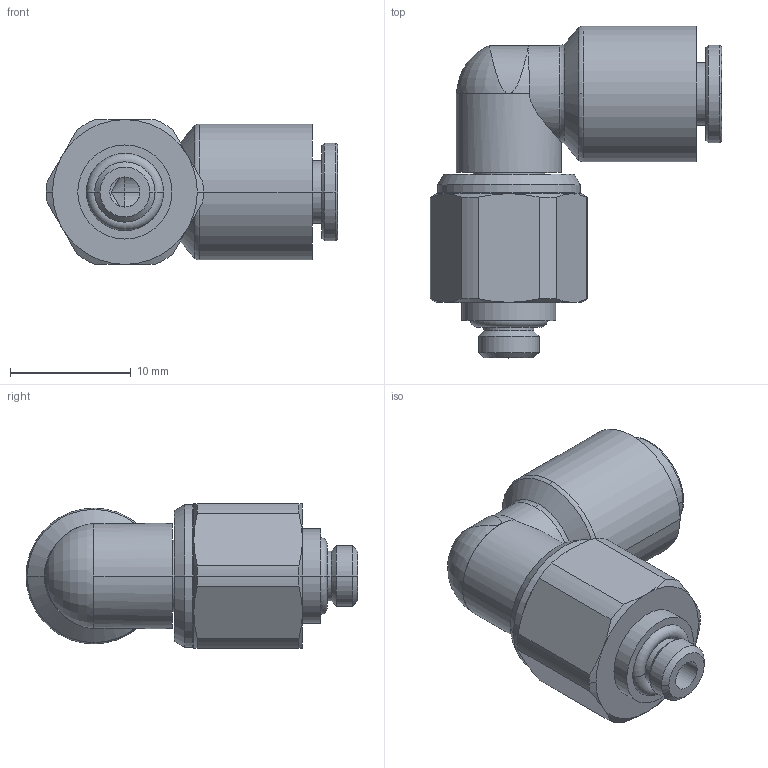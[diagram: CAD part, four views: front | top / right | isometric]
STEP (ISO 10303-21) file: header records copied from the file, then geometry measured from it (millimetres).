
FILE_DESCRIPTION(('STEP AP214'),'1');
FILE_NAME('3189_04_19.stp','2016-07-07T14:54:52',('TraceParts'),('TraceParts S.A.'),'Spatial InterOp 3D',' ',' ');
FILE_SCHEMA(('automotive_design'));
Length unit declared in the file: millimetre
Products named in the file (1): 1
Bounding box: 24.12 x 27.5 x 12 mm (x, y, z)
Volume: 2826.2 mm3; surface area: 2000 mm2
Topology: 1 solids, 1 shells, 91 faces, 218 edges, 135 vertices
Faces by surface type: cylinder 33, cone 30, plane 15, torus 13
Entity records: 3112 total; most frequent: CARTESIAN_POINT 981, DIRECTION 481, ORIENTED_EDGE 436, EDGE_CURVE 218, AXIS2_PLACEMENT_3D 213, VERTEX_POINT 135, CIRCLE 121, EDGE_LOOP 99
